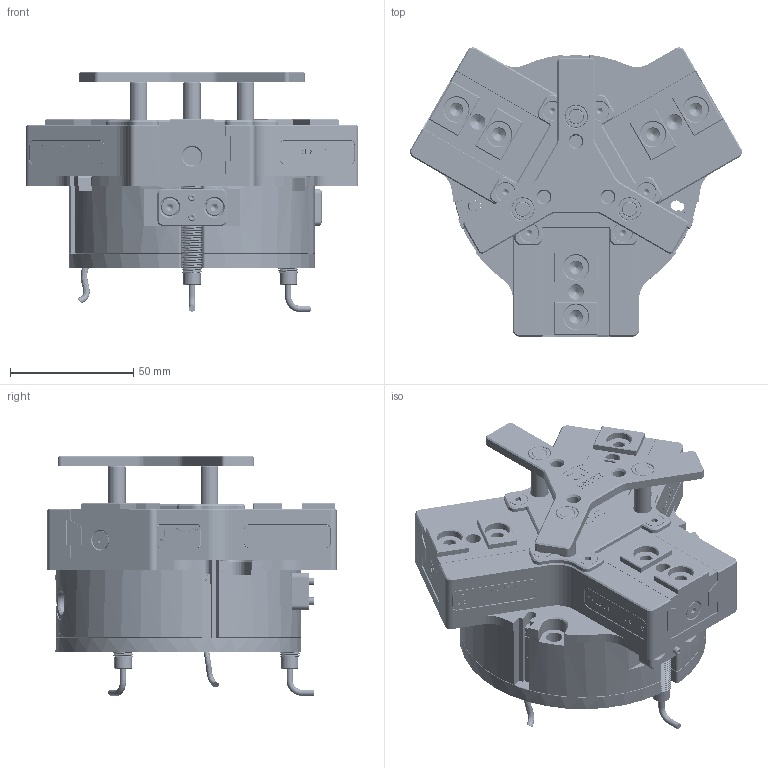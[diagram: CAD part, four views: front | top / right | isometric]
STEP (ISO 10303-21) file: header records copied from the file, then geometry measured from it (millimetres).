
FILE_DESCRIPTION (( 'STEP AP203' ), '1' );
FILE_NAME ('FY46ZM-D75.STEP', '2021-04-21T11:01:37', ( 'User' ), ( 'Microsoft' ), 'SwSTEP 2.0', 'SolidWorks 2015', '' );
FILE_SCHEMA (( 'CONFIG_CONTROL_DESIGN' ));
Length unit declared in the file: millimetre
Products named in the file (31): 棠俶羲壽4.0X26; hex socket set screws with flat point gb_GB_FASTENER_SCREWS_HSFP M3X5-N; 芢蹋裝-D75; hexagon socket head cap screws gb_GB_FASTENER_SCREWS_HSHCS M4X10-N; 棠沺8X2; 6X6润滑脂嘴体; D75覃誹蹟隊; hex socket set screws with flat point gb_GB_FASTENER_SCREWS_HSFP M4X10-N; FY46ZM-D75; 钢球; M8接近开关安装支架-D73; hex socket set screws with flat point gb_GB_FASTENER_SCREWS_HSFP M4X6-N; 6X6润滑脂总成; hex socket set screws with flat point gb_GB_FASTENER_SCREWS_HSFP M3X6-N; D75絳寢謂擒15噩砉; 导轨款三爪D75推料板; 諉輪羲壽M8; 导轨款三爪D75前盖; 导轨款三爪D75壳体; 迠蹋啣蹟隊; 导轨款三爪D75后盖2; hexagon socket countersunk head screws gb_GB_FASTENER_SCREWS_HSCHS M4X8-N; 导轨款三爪D75滑块; 直径4三爪感应头; hexagon socket button head screws gb_GB_SOCKET_TYPE7 M5X14-N; hexagon socket button head screws gb_GB_SOCKET_TYPE7 M4X10-N; D75絳寢謂擒15; D75后盖密封圈; 5X10; 导轨三爪D75防尘罩; 导轨款三爪D75封盖
Assembly tree (96 placements, depth 3):
  FY46ZM-D75
    导轨款三爪D75壳体
    导轨款三爪D75滑块  x3
    D75絳寢謂擒15  x3
    导轨款三爪D75封盖  x6
    hexagon socket head cap screws gb_GB_FASTENER_SCREWS_HSHCS M4X10-N  x16
    hex socket set screws with flat point gb_GB_FASTENER_SCREWS_HSFP M4X10-N  x9
    hex socket set screws with flat point gb_GB_FASTENER_SCREWS_HSFP M4X6-N  x3
    D75絳寢謂擒15噩砉  x3
    导轨款三爪D75前盖
    hexagon socket countersunk head screws gb_GB_FASTENER_SCREWS_HSCHS M4X8-N  x6
    hexagon socket button head screws gb_GB_SOCKET_TYPE7 M4X10-N  x6
    导轨三爪D75防尘罩  x3
    芢蹋裝-D75  x3
    D75覃誹蹟隊  x3
    M8接近开关安装支架-D73  x2
    hex socket set screws with flat point gb_GB_FASTENER_SCREWS_HSFP M3X6-N  x4
    諉輪羲壽M8  x2
    导轨款三爪D75后盖2
    hexagon socket button head screws gb_GB_SOCKET_TYPE7 M5X14-N  x4
    5X10  x2
    hex socket set screws with flat point gb_GB_FASTENER_SCREWS_HSFP M3X5-N  x2
    6X6润滑脂总成
      6X6润滑脂嘴体
      钢球
    导轨款三爪D75推料板
    迠蹋啣蹟隊  x3
    直径4三爪感应头  x2
    D75后盖密封圈
    棠俶羲壽4.0X26
    棠沺8X2  x2
Bounding box: 134.52 x 117.17 x 97.1 mm (x, y, z)
Volume: 338516.9 mm3; surface area: 168925.3 mm2
Topology: 95 solids, 95 shells, 6866 faces, 17273 edges, 10951 vertices
Faces by surface type: plane 3817, cylinder 1186, bspline 853, cone 850, torus 138, sphere 22
Entity records: 104566 total; most frequent: CARTESIAN_POINT 36651, ORIENTED_EDGE 13180, DIRECTION 12749, EDGE_CURVE 6590, AXIS2_PLACEMENT_3D 4374, VERTEX_POINT 4161, VECTOR 4001, LINE 4001
